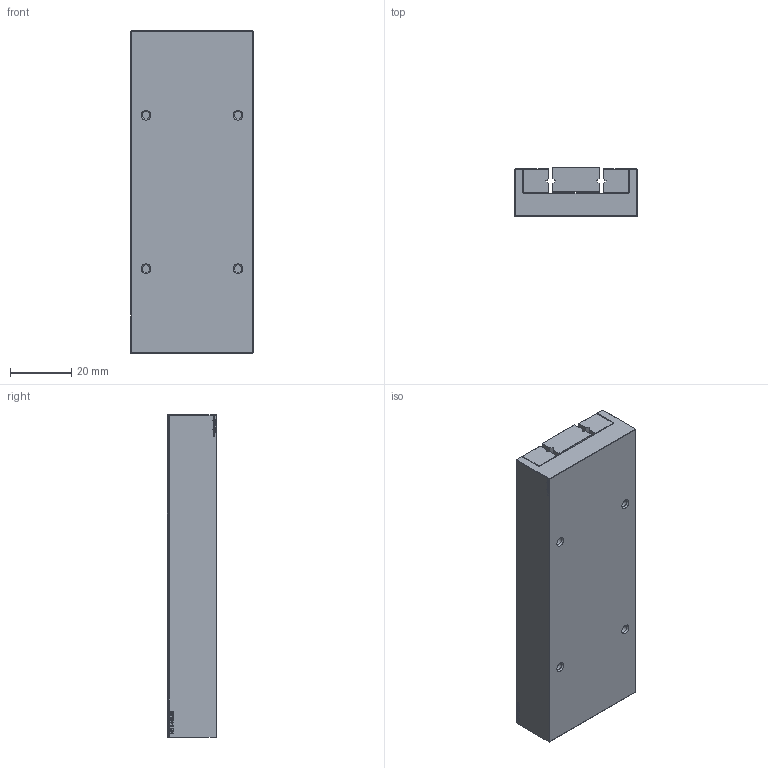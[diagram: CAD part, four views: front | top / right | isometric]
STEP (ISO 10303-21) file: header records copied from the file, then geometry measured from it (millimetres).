
FILE_DESCRIPTION(('FreeCAD Model'),'2;1');
FILE_NAME('ND 3-105.60.step', '2020-04-19T13:53:48',('Author'),(''), 'Open CASCADE STEP processor 6.8','FreeCAD','Unknown');
FILE_SCHEMA(('AUTOMOTIVE_DESIGN_CC2 { 1 2 10303 214 -1 1 5 4 }'));
Length unit declared in the file: millimetre
Products named in the file (3): ASSEMBLY; TT; DP
Assembly tree (2 placements, depth 2):
  ASSEMBLY
    TT
    DP
Bounding box: 40 x 16 x 105 mm (x, y, z)
Volume: 61860.3 mm3; surface area: 26766.9 mm2
Topology: 4 solids, 4 shells, 607 faces, 1610 edges, 1044 vertices
Faces by surface type: extrusion 307, plane 288, cylinder 8, cone 4
Full cylindrical faces by diameter (mm): 2.5 x4, 4 x4
Entity records: 39947 total; most frequent: CARTESIAN_POINT 9602, DIRECTION 4507, VECTOR 3849, LINE 3542, ORIENTED_EDGE 3220, PCURVE 3220, DEFINITIONAL_REPRESENTATION 3220, EDGE_CURVE 1610
